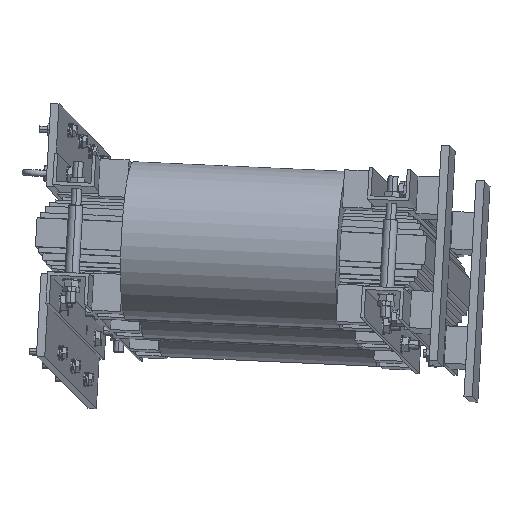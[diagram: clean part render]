
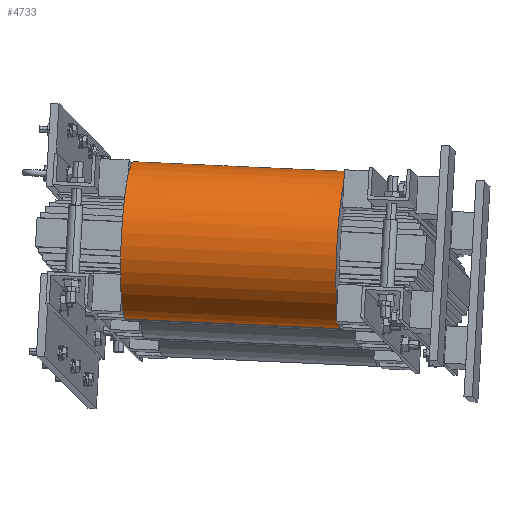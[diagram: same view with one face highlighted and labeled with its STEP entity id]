
A CAD part, left-side view. The second image highlights one B-rep face of the part: STEP entity #4733.
In plain terms, the highlighted cylindrical face has radius 95 mm (diameter 190 mm), a partial arc.
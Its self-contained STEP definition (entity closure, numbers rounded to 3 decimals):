
#4517=CARTESIAN_POINT('',(5.,0.,0.));
#4518=DIRECTION('',(0.,0.,1.));
#4519=DIRECTION('',(-0.053,0.999,0.));
#4520=AXIS2_PLACEMENT_3D('',#4517,#4518,#4519);
#4543=DIRECTION('',(0.,0.,-1.));
#4544=VECTOR('',#4543,260.);
#4545=CARTESIAN_POINT('',(0.,94.868,260.));
#4546=LINE('',#4545,#4544);
#4547=DIRECTION('',(0.,0.,-1.));
#4548=VECTOR('',#4547,260.);
#4549=CARTESIAN_POINT('',(0.,-94.868,260.));
#4550=LINE('',#4549,#4548);
#4551=CARTESIAN_POINT('',(5.,0.,260.));
#4552=DIRECTION('',(0.,0.,-1.));
#4553=DIRECTION('',(-0.053,-0.999,0.));
#4554=AXIS2_PLACEMENT_3D('',#4551,#4552,#4553);
#4649=CARTESIAN_POINT('',(0.,94.868,
0.));
#4650=CARTESIAN_POINT('',(0.,-94.868,
0.));
#4651=VERTEX_POINT('',#4649);
#4652=VERTEX_POINT('',#4650);
#4653=CARTESIAN_POINT('',(0.,-94.868,260.));
#4654=CARTESIAN_POINT('',(0.,94.868,260.));
#4655=VERTEX_POINT('',#4653);
#4656=VERTEX_POINT('',#4654);
#4719=CARTESIAN_POINT('',(5.,0.,598.936));
#4720=DIRECTION('',(0.,0.,-1.));
#4721=DIRECTION('',(0.,-1.,0.));
#4722=AXIS2_PLACEMENT_3D('',#4719,#4720,#4721);
#4723=CYLINDRICAL_SURFACE('',#4722,95.);
#4724=ORIENTED_EDGE('',*,*,#4694,.F.);
#4726=ORIENTED_EDGE('',*,*,#4725,.F.);
#4728=ORIENTED_EDGE('',*,*,#4727,.F.);
#4730=ORIENTED_EDGE('',*,*,#4729,.T.);
#4731=EDGE_LOOP('',(#4724,#4726,#4728,#4730));
#4732=FACE_OUTER_BOUND('',#4731,.F.);
#4521=CIRCLE('',#4520,95.);
#4555=CIRCLE('',#4554,95.);
#4694=EDGE_CURVE('',#4651,#4652,#4521,.T.);
#4725=EDGE_CURVE('',#4656,#4651,#4546,.T.);
#4727=EDGE_CURVE('',#4655,#4656,#4555,.T.);
#4729=EDGE_CURVE('',#4655,#4652,#4550,.T.);
#4733=ADVANCED_FACE('',(#4732),#4723,.T.);
